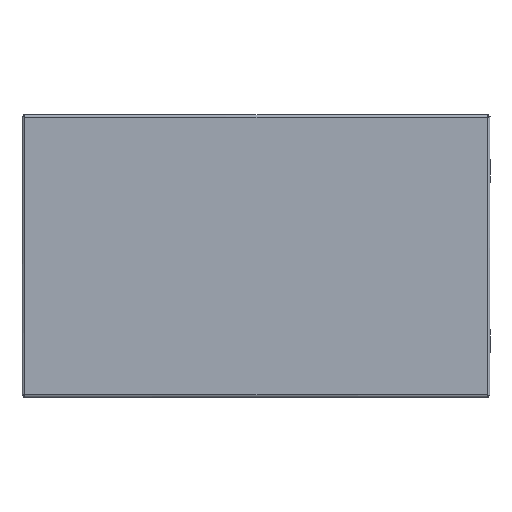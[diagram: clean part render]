
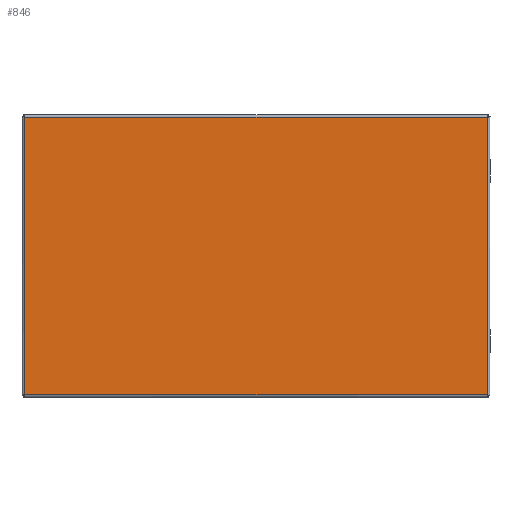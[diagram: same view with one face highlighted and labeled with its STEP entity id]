
A CAD part, top view. The second image highlights one B-rep face of the part: STEP entity #846.
In plain terms, the highlighted planar face has unit normal (0, 0, 1).
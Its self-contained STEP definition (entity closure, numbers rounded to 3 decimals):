
#27 = ORIENTED_EDGE ( 'NONE', *, *, #1549, .T. ) ;
#177 = VECTOR ( 'NONE', #611, 1000. ) ;
#298 = CARTESIAN_POINT ( 'NONE',  ( 203.5, -2184.5, 0. ) ) ;
#397 = EDGE_CURVE ( 'NONE', #838, #855, #1346, .T. ) ;
#416 = CARTESIAN_POINT ( 'NONE',  ( -203.5, 122., 0. ) ) ;
#447 = ORIENTED_EDGE ( 'NONE', *, *, #397, .T. ) ;
#493 = AXIS2_PLACEMENT_3D ( 'NONE', #1720, #729, #1156 ) ;
#544 = VERTEX_POINT ( 'NONE', #918 ) ;
#611 = DIRECTION ( 'NONE',  ( -1., 0., 0. ) ) ;
#638 = DIRECTION ( 'NONE',  ( 1., 0., 0. ) ) ;
#714 = PLANE ( 'NONE',  #493 ) ;
#725 = EDGE_LOOP ( 'NONE', ( #27, #1662, #1257, #447 ) ) ;
#729 = DIRECTION ( 'NONE',  ( 0., 0., 1. ) ) ;
#838 = VERTEX_POINT ( 'NONE', #416 ) ;
#846 = ADVANCED_FACE ( 'NONE', ( #1740 ), #714, .T. ) ;
#854 = CARTESIAN_POINT ( 'NONE',  ( -203.5, 2184.5, 0. ) ) ;
#855 = VERTEX_POINT ( 'NONE', #1584 ) ;
#886 = EDGE_CURVE ( 'NONE', #1429, #838, #1781, .T. ) ;
#918 = CARTESIAN_POINT ( 'NONE',  ( 203.5, -122., 0. ) ) ;
#931 = EDGE_CURVE ( 'NONE', #544, #1429, #1421, .T. ) ;
#1052 = LINE ( 'NONE', #1644, #1393 ) ;
#1156 = DIRECTION ( 'NONE',  ( 1., 0., 0. ) ) ;
#1176 = VECTOR ( 'NONE', #1453, 1000. ) ;
#1257 = ORIENTED_EDGE ( 'NONE', *, *, #886, .T. ) ;
#1274 = DIRECTION ( 'NONE',  ( 0., -1., 0. ) ) ;
#1346 = LINE ( 'NONE', #854, #1828 ) ;
#1393 = VECTOR ( 'NONE', #638, 1000. ) ;
#1421 = LINE ( 'NONE', #298, #1176 ) ;
#1429 = VERTEX_POINT ( 'NONE', #1472 ) ;
#1453 = DIRECTION ( 'NONE',  ( 0., 1., 0. ) ) ;
#1472 = CARTESIAN_POINT ( 'NONE',  ( 203.5, 122., 0. ) ) ;
#1549 = EDGE_CURVE ( 'NONE', #855, #544, #1052, .T. ) ;
#1584 = CARTESIAN_POINT ( 'NONE',  ( -203.5, -122., 0. ) ) ;
#1617 = CARTESIAN_POINT ( 'NONE',  ( 2266., 122., 0. ) ) ;
#1644 = CARTESIAN_POINT ( 'NONE',  ( -2266., -122., 0. ) ) ;
#1662 = ORIENTED_EDGE ( 'NONE', *, *, #931, .T. ) ;
#1720 = CARTESIAN_POINT ( 'NONE',  ( 0., 0., 0. ) ) ;
#1740 = FACE_OUTER_BOUND ( 'NONE', #725, .T. ) ;
#1781 = LINE ( 'NONE', #1617, #177 ) ;
#1828 = VECTOR ( 'NONE', #1274, 1000. ) ;
